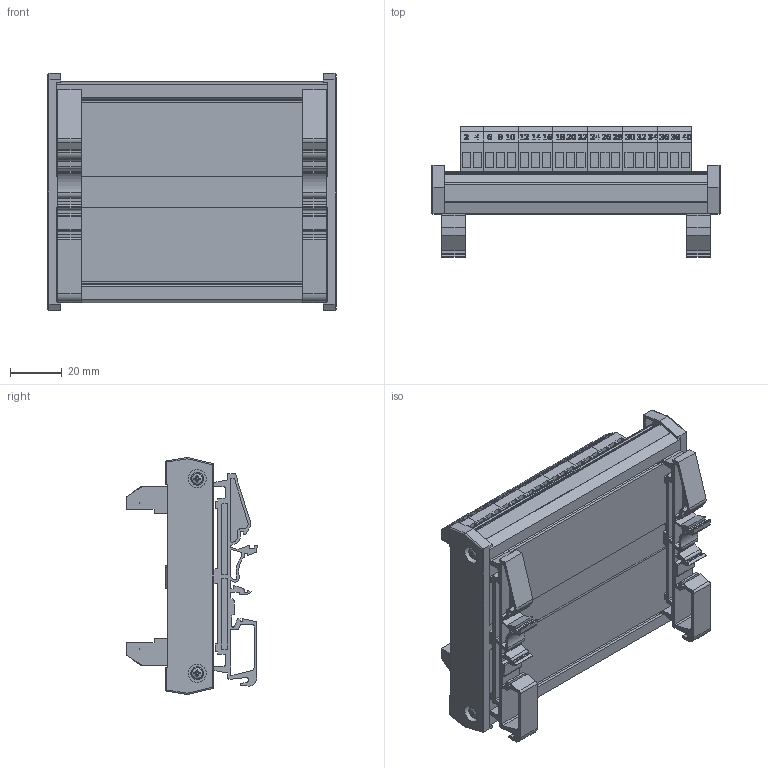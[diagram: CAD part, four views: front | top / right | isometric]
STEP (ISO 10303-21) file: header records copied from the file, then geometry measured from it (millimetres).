
FILE_DESCRIPTION((''),'2;1');
FILE_NAME('8974_3.stp','2013-07-03T11:29:10',('roland'),(''),'Autodesk Inventor 2013','Autodesk Inventor 2013','');
FILE_SCHEMA(('CONFIG_CONTROL_DESIGN'));
Length unit declared in the file: millimetre
Products named in the file (11): 3A Diodel 20; 20 plate; 3 hole green; 2 hole green; 20diodes; BASE SIDE; BASE LEGS; 20 lable1; 20 lable2; diode long 3A; BS EN ISO 7045 Z - Metric M2.5 x 10 - 4.8 - Z
Assembly tree (46 placements, depth 2):
  3A Diodel 20
    20 plate
    3 hole green  x12
    2 hole green  x2
    20diodes
    BASE SIDE  x2
    BASE LEGS  x2
    20 lable1
    20 lable2
    diode long 3A  x20
    BS EN ISO 7045 Z - Metric M2.5 x 10 - 4.8 - Z  x4
Bounding box: 112 x 50.69 x 91.98 mm (x, y, z)
Volume: 78936.9 mm3; surface area: 102769.5 mm2
Topology: 46 solids, 46 shells, 3121 faces, 8183 edges, 5278 vertices
Faces by surface type: plane 1626, bspline 802, cylinder 565, cone 64, sphere 44, torus 20
Full cylindrical faces by diameter (mm): 0.68 x80, 0.686 x20, 1 x120, 1.3 x40, 2.256 x4, 2.5 x4, 3.2 x4, 3.75 x40, 4.49 x20, 4.5 x20, 7 x4, 9 x4
Entity records: 70409 total; most frequent: CARTESIAN_POINT 21769, ORIENTED_EDGE 11058, DIRECTION 7307, EDGE_CURVE 5529, VERTEX_POINT 3800, VECTOR 3311, LINE 3311, EDGE_LOOP 2693
